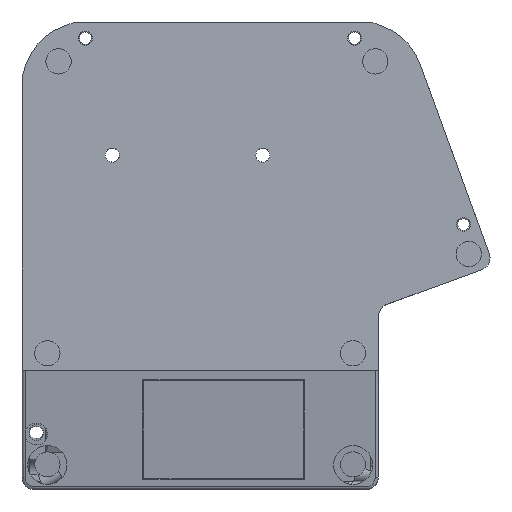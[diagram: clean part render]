
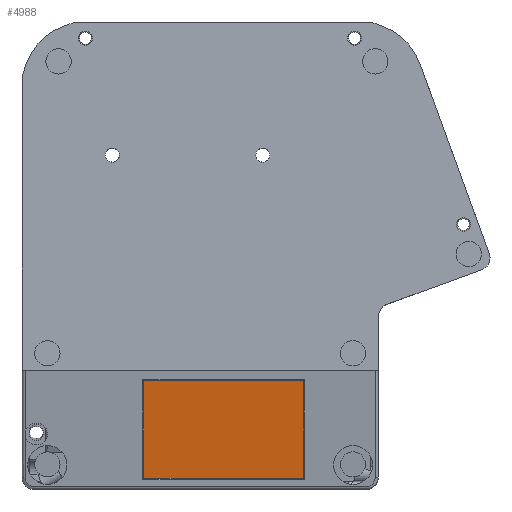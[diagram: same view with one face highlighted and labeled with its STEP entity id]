
A CAD part, front view. The second image highlights one B-rep face of the part: STEP entity #4988.
In plain terms, the highlighted planar face has unit normal (0, -0.988, -0.156).
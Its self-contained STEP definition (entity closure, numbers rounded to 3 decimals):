
#841 = PLANE('',#842);
#842 = AXIS2_PLACEMENT_3D('',#843,#844,#845);
#843 = CARTESIAN_POINT('',(-164.379,-11.803,
    6.106));
#844 = DIRECTION('',(0.707,0.698,0.111));
#845 = DIRECTION('',(0.155,0.,-0.988)
  );
#869 = PLANE('',#870);
#870 = AXIS2_PLACEMENT_3D('',#871,#872,#873);
#871 = CARTESIAN_POINT('',(-206.104,-4.833,
    -37.901));
#872 = DIRECTION('',(0.,0.809,-0.588));
#873 = DIRECTION('',(-1.,0.,0.));
#897 = PLANE('',#898);
#898 = AXIS2_PLACEMENT_3D('',#899,#900,#901);
#899 = CARTESIAN_POINT('',(-228.768,-14.912,
    25.737));
#900 = DIRECTION('',(-0.707,0.698,0.111));
#901 = DIRECTION('',(0.155,0.,0.988));
#923 = PLANE('',#924);
#924 = AXIS2_PLACEMENT_3D('',#925,#926,#927);
#925 = CARTESIAN_POINT('',(-174.1,-11.111,1.737
    ));
#926 = DIRECTION('',(0.,0.588,0.809));
#927 = DIRECTION('',(1.,0.,0.));
#2269 = VERTEX_POINT('',#2270);
#2270 = CARTESIAN_POINT('',(-164.569,-10.893,
    1.578));
#2291 = EDGE_CURVE('',#2292,#2269,#2294,.T.);
#2292 = VERTEX_POINT('',#2293);
#2293 = CARTESIAN_POINT('',(-164.569,-4.675,
    -37.683));
#2294 = SURFACE_CURVE('',#2295,(#2299,#2306),.PCURVE_S1.);
#2295 = LINE('',#2296,#2297);
#2296 = CARTESIAN_POINT('',(-164.569,-4.675,
    -37.683));
#2297 = VECTOR('',#2298,1.);
#2298 = DIRECTION('',(0.,-0.156,0.988));
#2299 = PCURVE('',#841,#2300);
#2300 = DEFINITIONAL_REPRESENTATION('',(#2301),#2305);
#2301 = LINE('',#2302,#2303);
#2302 = CARTESIAN_POINT('',(43.233,9.96));
#2303 = VECTOR('',#2304,1.);
#2304 = DIRECTION('',(-0.976,-0.219));
#2305 = ( GEOMETRIC_REPRESENTATION_CONTEXT(2) 
PARAMETRIC_REPRESENTATION_CONTEXT() REPRESENTATION_CONTEXT('2D SPACE',''
  ) );
#2306 = PCURVE('',#2307,#2312);
#2307 = PLANE('',#2308);
#2308 = AXIS2_PLACEMENT_3D('',#2309,#2310,#2311);
#2309 = CARTESIAN_POINT('',(-196.573,-7.784,
    -18.052));
#2310 = DIRECTION('',(0.,-0.988,-0.156));
#2311 = DIRECTION('',(0.,-0.156,0.988));
#2312 = DEFINITIONAL_REPRESENTATION('',(#2313),#2317);
#2313 = LINE('',#2314,#2315);
#2314 = CARTESIAN_POINT('',(-19.876,-32.004));
#2315 = VECTOR('',#2316,1.);
#2316 = DIRECTION('',(1.,0.));
#2317 = ( GEOMETRIC_REPRESENTATION_CONTEXT(2) 
PARAMETRIC_REPRESENTATION_CONTEXT() REPRESENTATION_CONTEXT('2D SPACE',''
  ) );
#2345 = EDGE_CURVE('',#2346,#2292,#2348,.T.);
#2346 = VERTEX_POINT('',#2347);
#2347 = CARTESIAN_POINT('',(-228.577,-4.675,
    -37.683));
#2348 = SURFACE_CURVE('',#2349,(#2353,#2360),.PCURVE_S1.);
#2349 = LINE('',#2350,#2351);
#2350 = CARTESIAN_POINT('',(-228.577,-4.675,
    -37.683));
#2351 = VECTOR('',#2352,1.);
#2352 = DIRECTION('',(1.,0.,0.));
#2353 = PCURVE('',#869,#2354);
#2354 = DEFINITIONAL_REPRESENTATION('',(#2355),#2359);
#2355 = LINE('',#2356,#2357);
#2356 = CARTESIAN_POINT('',(22.473,0.269));
#2357 = VECTOR('',#2358,1.);
#2358 = DIRECTION('',(-1.,0.));
#2359 = ( GEOMETRIC_REPRESENTATION_CONTEXT(2) 
PARAMETRIC_REPRESENTATION_CONTEXT() REPRESENTATION_CONTEXT('2D SPACE',''
  ) );
#2360 = PCURVE('',#2307,#2361);
#2361 = DEFINITIONAL_REPRESENTATION('',(#2362),#2366);
#2362 = LINE('',#2363,#2364);
#2363 = CARTESIAN_POINT('',(-19.876,32.004));
#2364 = VECTOR('',#2365,1.);
#2365 = DIRECTION('',(0.,-1.));
#2366 = ( GEOMETRIC_REPRESENTATION_CONTEXT(2) 
PARAMETRIC_REPRESENTATION_CONTEXT() REPRESENTATION_CONTEXT('2D SPACE',''
  ) );
#2392 = EDGE_CURVE('',#2393,#2346,#2395,.T.);
#2393 = VERTEX_POINT('',#2394);
#2394 = CARTESIAN_POINT('',(-228.577,-10.893,
    1.578));
#2395 = SURFACE_CURVE('',#2396,(#2400,#2407),.PCURVE_S1.);
#2396 = LINE('',#2397,#2398);
#2397 = CARTESIAN_POINT('',(-228.577,-10.893,
    1.578));
#2398 = VECTOR('',#2399,1.);
#2399 = DIRECTION('',(0.,0.156,-0.988));
#2400 = PCURVE('',#897,#2401);
#2401 = DEFINITIONAL_REPRESENTATION('',(#2402),#2406);
#2402 = LINE('',#2403,#2404);
#2403 = CARTESIAN_POINT('',(-23.839,5.616));
#2404 = VECTOR('',#2405,1.);
#2405 = DIRECTION('',(-0.976,0.219));
#2406 = ( GEOMETRIC_REPRESENTATION_CONTEXT(2) 
PARAMETRIC_REPRESENTATION_CONTEXT() REPRESENTATION_CONTEXT('2D SPACE',''
  ) );
#2407 = PCURVE('',#2307,#2408);
#2408 = DEFINITIONAL_REPRESENTATION('',(#2409),#2413);
#2409 = LINE('',#2410,#2411);
#2410 = CARTESIAN_POINT('',(19.876,32.004));
#2411 = VECTOR('',#2412,1.);
#2412 = DIRECTION('',(-1.,0.));
#2413 = ( GEOMETRIC_REPRESENTATION_CONTEXT(2) 
PARAMETRIC_REPRESENTATION_CONTEXT() REPRESENTATION_CONTEXT('2D SPACE',''
  ) );
#2443 = EDGE_CURVE('',#2269,#2393,#2444,.T.);
#2444 = SURFACE_CURVE('',#2445,(#2449,#2456),.PCURVE_S1.);
#2445 = LINE('',#2446,#2447);
#2446 = CARTESIAN_POINT('',(-164.569,-10.893,
    1.578));
#2447 = VECTOR('',#2448,1.);
#2448 = DIRECTION('',(-1.,0.,0.));
#2449 = PCURVE('',#923,#2450);
#2450 = DEFINITIONAL_REPRESENTATION('',(#2451),#2455);
#2451 = LINE('',#2452,#2453);
#2452 = CARTESIAN_POINT('',(9.531,0.269));
#2453 = VECTOR('',#2454,1.);
#2454 = DIRECTION('',(-1.,0.));
#2455 = ( GEOMETRIC_REPRESENTATION_CONTEXT(2) 
PARAMETRIC_REPRESENTATION_CONTEXT() REPRESENTATION_CONTEXT('2D SPACE',''
  ) );
#2456 = PCURVE('',#2307,#2457);
#2457 = DEFINITIONAL_REPRESENTATION('',(#2458),#2462);
#2458 = LINE('',#2459,#2460);
#2459 = CARTESIAN_POINT('',(19.876,-32.004));
#2460 = VECTOR('',#2461,1.);
#2461 = DIRECTION('',(0.,1.));
#2462 = ( GEOMETRIC_REPRESENTATION_CONTEXT(2) 
PARAMETRIC_REPRESENTATION_CONTEXT() REPRESENTATION_CONTEXT('2D SPACE',''
  ) );
#4988 = ADVANCED_FACE('',(#4989),#2307,.T.);
#4989 = FACE_BOUND('',#4990,.T.);
#4990 = EDGE_LOOP('',(#4991,#4992,#4993,#4994));
#4991 = ORIENTED_EDGE('',*,*,#2443,.T.);
#4992 = ORIENTED_EDGE('',*,*,#2392,.T.);
#4993 = ORIENTED_EDGE('',*,*,#2345,.T.);
#4994 = ORIENTED_EDGE('',*,*,#2291,.T.);
